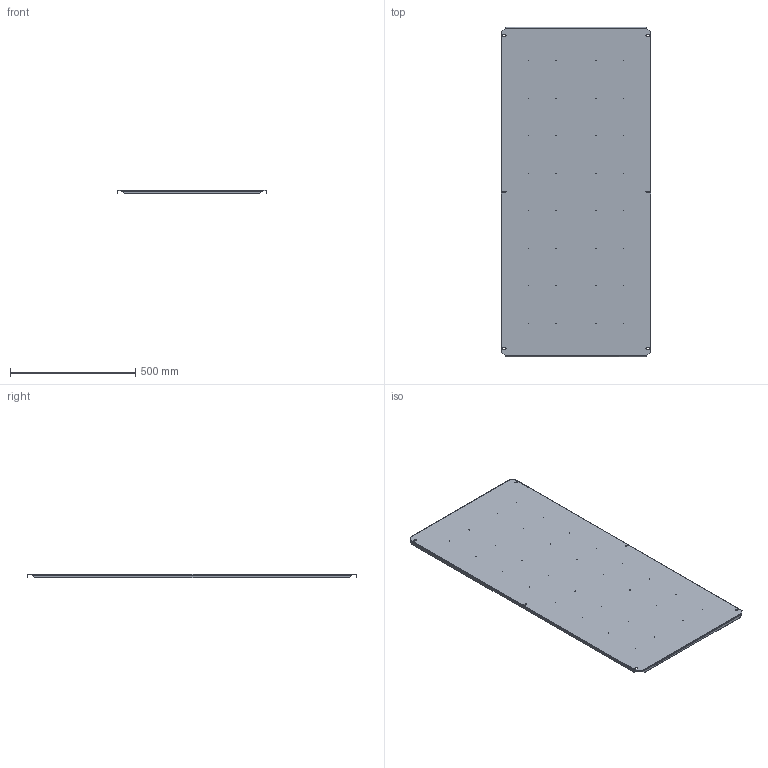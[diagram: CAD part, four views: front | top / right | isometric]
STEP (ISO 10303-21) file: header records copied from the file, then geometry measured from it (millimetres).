
FILE_DESCRIPTION (( 'STEP AP214' ), '1' );
FILE_NAME ('mb65-7m.STEP', '2022-02-06T19:09:09', ( '' ), ( '' ), 'SwSTEP 2.0', 'SolidWorks 2021', '' );
FILE_SCHEMA (( 'AUTOMOTIVE_DESIGN' ));
Length unit declared in the file: millimetre
Products named in the file (1): mb65-7m
Bounding box: 599 x 1316.58 x 12.9 mm (x, y, z)
Volume: 1647595.3 mm3; surface area: 1655815.9 mm2
Topology: 1 solids, 1 shells, 168 faces, 370 edges, 236 vertices
Faces by surface type: cylinder 90, plane 70, bspline 8
Entity records: 4916 total; most frequent: CARTESIAN_POINT 1079, DIRECTION 824, ORIENTED_EDGE 740, EDGE_CURVE 370, AXIS2_PLACEMENT_3D 325, VERTEX_POINT 236, EDGE_LOOP 212, LINE 174
